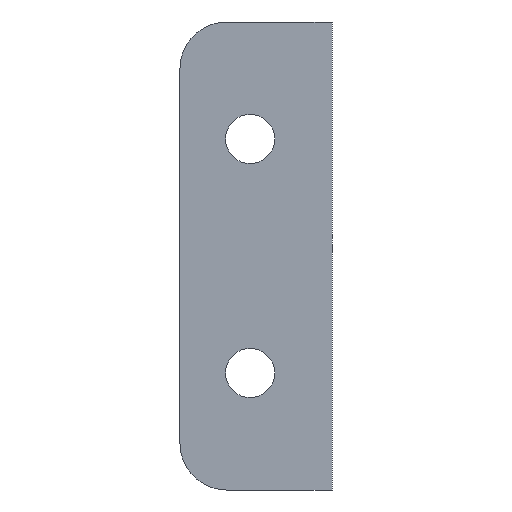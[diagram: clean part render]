
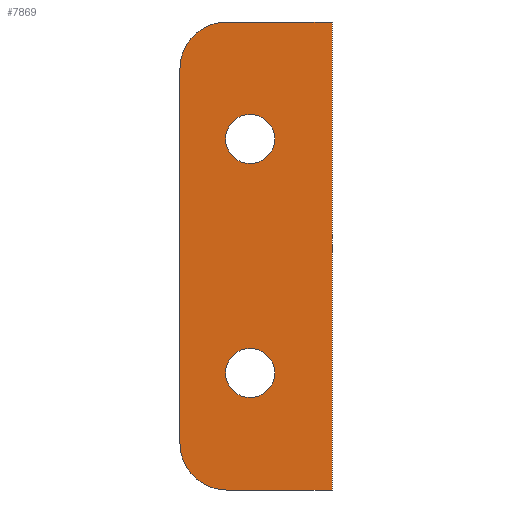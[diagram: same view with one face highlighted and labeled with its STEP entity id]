
A CAD part, left-side view. The second image highlights one B-rep face of the part: STEP entity #7869.
In plain terms, the highlighted planar face has unit normal (-1, 0, 0).
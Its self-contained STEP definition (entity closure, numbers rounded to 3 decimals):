
#133 = CARTESIAN_POINT ( 'NONE',  ( -98.25, 7., 12.1 ) ) ;
#251 = EDGE_CURVE ( 'NONE', #6419, #343, #4981, .T. ) ;
#343 = VERTEX_POINT ( 'NONE', #2633 ) ;
#358 = CARTESIAN_POINT ( 'NONE',  ( -98.25, 0., -20. ) ) ;
#371 = EDGE_CURVE ( 'NONE', #7317, #1080, #8296, .T. ) ;
#395 = DIRECTION ( 'NONE',  ( 0., 0., 1. ) ) ;
#459 = CARTESIAN_POINT ( 'NONE',  ( -98.25, 13., 16. ) ) ;
#542 = EDGE_LOOP ( 'NONE', ( #8443, #3857, #2685, #8097, #6586, #5437 ) ) ;
#565 = CARTESIAN_POINT ( 'NONE',  ( -98.25, 13., -16. ) ) ;
#594 = ORIENTED_EDGE ( 'NONE', *, *, #4962, .F. ) ;
#936 = LINE ( 'NONE', #8890, #5558 ) ;
#1080 = VERTEX_POINT ( 'NONE', #459 ) ;
#1662 = DIRECTION ( 'NONE',  ( 0., -1., 0. ) ) ;
#1879 = EDGE_LOOP ( 'NONE', ( #6815, #7101 ) ) ;
#1962 = DIRECTION ( 'NONE',  ( 0., 0., -1. ) ) ;
#2054 = CARTESIAN_POINT ( 'NONE',  ( -98.25, 13., -20. ) ) ;
#2056 = EDGE_CURVE ( 'NONE', #4488, #2333, #9074, .T. ) ;
#2198 = PLANE ( 'NONE',  #3909 ) ;
#2281 = CARTESIAN_POINT ( 'NONE',  ( -98.25, 9., 20. ) ) ;
#2333 = VERTEX_POINT ( 'NONE', #7106 ) ;
#2341 = CARTESIAN_POINT ( 'NONE',  ( -98.25, 3., -20. ) ) ;
#2408 = CARTESIAN_POINT ( 'NONE',  ( -98.25, 7., 10. ) ) ;
#2427 = VERTEX_POINT ( 'NONE', #133 ) ;
#2494 = EDGE_CURVE ( 'NONE', #7473, #3506, #5422, .T. ) ;
#2620 = CIRCLE ( 'NONE', #8519, 2.1 ) ;
#2633 = CARTESIAN_POINT ( 'NONE',  ( -98.25, 9., -20. ) ) ;
#2685 = ORIENTED_EDGE ( 'NONE', *, *, #4081, .T. ) ;
#2757 = DIRECTION ( 'NONE',  ( 0., 0., -1. ) ) ;
#2880 = CARTESIAN_POINT ( 'NONE',  ( -98.25, 7., -10. ) ) ;
#2972 = CIRCLE ( 'NONE', #5257, 2.1 ) ;
#2993 = DIRECTION ( 'NONE',  ( 0., 0., -1. ) ) ;
#3081 = FACE_OUTER_BOUND ( 'NONE', #542, .T. ) ;
#3313 = EDGE_LOOP ( 'NONE', ( #594, #3507 ) ) ;
#3497 = DIRECTION ( 'NONE',  ( -1., 0., 0. ) ) ;
#3506 = VERTEX_POINT ( 'NONE', #3548 ) ;
#3507 = ORIENTED_EDGE ( 'NONE', *, *, #7329, .F. ) ;
#3548 = CARTESIAN_POINT ( 'NONE',  ( -98.25, 7., -12.1 ) ) ;
#3611 = DIRECTION ( 'NONE',  ( 1., 0., 0. ) ) ;
#3857 = ORIENTED_EDGE ( 'NONE', *, *, #251, .T. ) ;
#3909 = AXIS2_PLACEMENT_3D ( 'NONE', #2341, #3611, #2993 ) ;
#4016 = CARTESIAN_POINT ( 'NONE',  ( -98.25, 7., 7.9 ) ) ;
#4081 = EDGE_CURVE ( 'NONE', #343, #4488, #7743, .T. ) ;
#4090 = DIRECTION ( 'NONE',  ( 0., -1., 0. ) ) ;
#4225 = DIRECTION ( 'NONE',  ( 0., 0., -1. ) ) ;
#4310 = VECTOR ( 'NONE', #4090, 1000. ) ;
#4353 = AXIS2_PLACEMENT_3D ( 'NONE', #9379, #9282, #4934 ) ;
#4400 = EDGE_CURVE ( 'NONE', #3506, #7473, #9320, .T. ) ;
#4420 = VECTOR ( 'NONE', #9308, 1000. ) ;
#4488 = VERTEX_POINT ( 'NONE', #8061 ) ;
#4726 = VERTEX_POINT ( 'NONE', #4016 ) ;
#4902 = DIRECTION ( 'NONE',  ( -1., 0., 0. ) ) ;
#4934 = DIRECTION ( 'NONE',  ( 0., 0., -1. ) ) ;
#4962 = EDGE_CURVE ( 'NONE', #2427, #4726, #2972, .T. ) ;
#4981 = CIRCLE ( 'NONE', #6932, 4. ) ;
#5066 = EDGE_CURVE ( 'NONE', #7317, #2333, #936, .T. ) ;
#5159 = FACE_BOUND ( 'NONE', #3313, .T. ) ;
#5176 = DIRECTION ( 'NONE',  ( 0., 0., 1. ) ) ;
#5222 = DIRECTION ( 'NONE',  ( 0., 0., 1. ) ) ;
#5257 = AXIS2_PLACEMENT_3D ( 'NONE', #6531, #8798, #5222 ) ;
#5310 = DIRECTION ( 'NONE',  ( -1., 0., 0. ) ) ;
#5422 = CIRCLE ( 'NONE', #4353, 2.1 ) ;
#5437 = ORIENTED_EDGE ( 'NONE', *, *, #371, .T. ) ;
#5558 = VECTOR ( 'NONE', #1662, 1000. ) ;
#5562 = CARTESIAN_POINT ( 'NONE',  ( -98.25, 9., -16. ) ) ;
#5991 = EDGE_CURVE ( 'NONE', #6419, #1080, #7937, .T. ) ;
#6268 = CARTESIAN_POINT ( 'NONE',  ( -98.25, 3., -20. ) ) ;
#6419 = VERTEX_POINT ( 'NONE', #565 ) ;
#6531 = CARTESIAN_POINT ( 'NONE',  ( -98.25, 7., 10. ) ) ;
#6586 = ORIENTED_EDGE ( 'NONE', *, *, #5066, .F. ) ;
#6815 = ORIENTED_EDGE ( 'NONE', *, *, #2494, .F. ) ;
#6932 = AXIS2_PLACEMENT_3D ( 'NONE', #5562, #8459, #1962 ) ;
#7101 = ORIENTED_EDGE ( 'NONE', *, *, #4400, .F. ) ;
#7106 = CARTESIAN_POINT ( 'NONE',  ( -98.25, 0., 20. ) ) ;
#7133 = CARTESIAN_POINT ( 'NONE',  ( -98.25, 7., -7.9 ) ) ;
#7317 = VERTEX_POINT ( 'NONE', #2281 ) ;
#7329 = EDGE_CURVE ( 'NONE', #4726, #2427, #2620, .T. ) ;
#7345 = AXIS2_PLACEMENT_3D ( 'NONE', #2880, #4902, #2757 ) ;
#7473 = VERTEX_POINT ( 'NONE', #7133 ) ;
#7743 = LINE ( 'NONE', #6268, #4310 ) ;
#7869 = ADVANCED_FACE ( 'NONE', ( #5159, #8039, #3081 ), #2198, .F. ) ;
#7937 = LINE ( 'NONE', #2054, #4420 ) ;
#8039 = FACE_BOUND ( 'NONE', #1879, .T. ) ;
#8061 = CARTESIAN_POINT ( 'NONE',  ( -98.25, 0., -20. ) ) ;
#8097 = ORIENTED_EDGE ( 'NONE', *, *, #2056, .T. ) ;
#8296 = CIRCLE ( 'NONE', #9202, 4. ) ;
#8443 = ORIENTED_EDGE ( 'NONE', *, *, #5991, .F. ) ;
#8459 = DIRECTION ( 'NONE',  ( -1., 0., 0. ) ) ;
#8519 = AXIS2_PLACEMENT_3D ( 'NONE', #2408, #5310, #5176 ) ;
#8798 = DIRECTION ( 'NONE',  ( -1., 0., 0. ) ) ;
#8890 = CARTESIAN_POINT ( 'NONE',  ( -98.25, 3., 20. ) ) ;
#9074 = LINE ( 'NONE', #358, #9301 ) ;
#9202 = AXIS2_PLACEMENT_3D ( 'NONE', #9346, #3497, #4225 ) ;
#9282 = DIRECTION ( 'NONE',  ( -1., 0., 0. ) ) ;
#9301 = VECTOR ( 'NONE', #395, 1000. ) ;
#9308 = DIRECTION ( 'NONE',  ( 0., 0., 1. ) ) ;
#9320 = CIRCLE ( 'NONE', #7345, 2.1 ) ;
#9346 = CARTESIAN_POINT ( 'NONE',  ( -98.25, 9., 16. ) ) ;
#9379 = CARTESIAN_POINT ( 'NONE',  ( -98.25, 7., -10. ) ) ;
